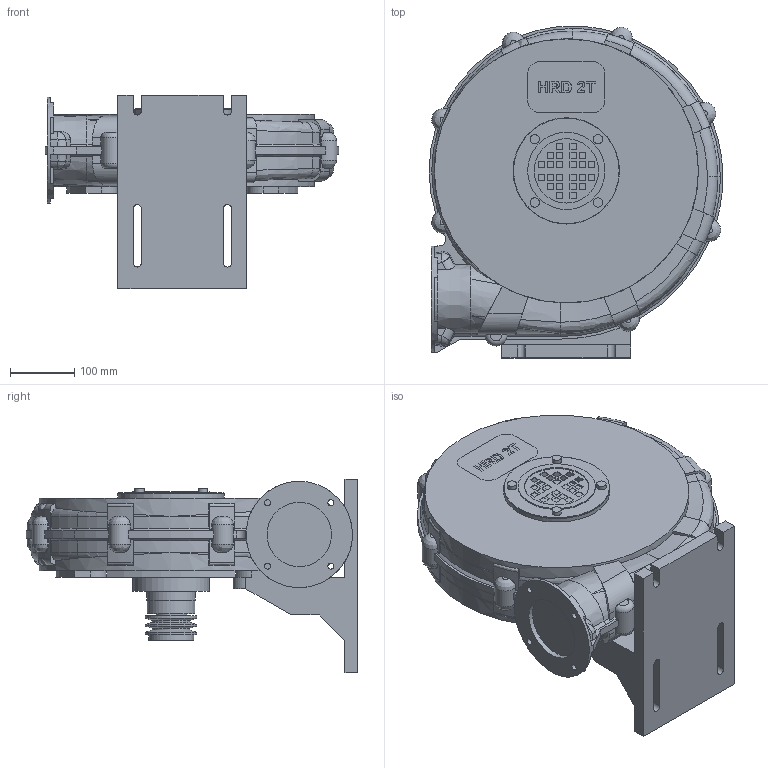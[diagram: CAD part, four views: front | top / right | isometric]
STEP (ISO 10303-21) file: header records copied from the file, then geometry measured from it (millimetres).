
FILE_DESCRIPTION((''),'2;1');
FILE_NAME('AttTemp.stp','2014-08-07T13:03:37',('Long'),(''),'Autodesk Inventor 2012','Autodesk Inventor 2012','');
FILE_SCHEMA(('AUTOMOTIVE_DESIGN { 1 0 10303 214 1 1 1 1 }'));
Length unit declared in the file: millimetre
Products named in the file (1): TB-5666A
Bounding box: 456 x 515 x 300 mm (x, y, z)
Volume: 21626986.7 mm3; surface area: 871659.3 mm2
Topology: 1 solids, 5 shells, 587 faces, 1656 edges, 1099 vertices
Faces by surface type: plane 312, cylinder 145, bspline 78, torus 34, cone 18
Full cylindrical faces by diameter (mm): 6.65 x4, 9.5 x4, 14.4 x4, 48 x1, 58 x2, 70 x1, 74 x1, 75 x1, 80 x3, 100 x3, 119 x1, 120 x1, 164 x1, 165 x3, 410 x2
Entity records: 22977 total; most frequent: CARTESIAN_POINT 7960, ORIENTED_EDGE 3198, DIRECTION 2610, EDGE_CURVE 1599, VERTEX_POINT 1088, AXIS2_PLACEMENT_3D 904, VECTOR 802, LINE 802
